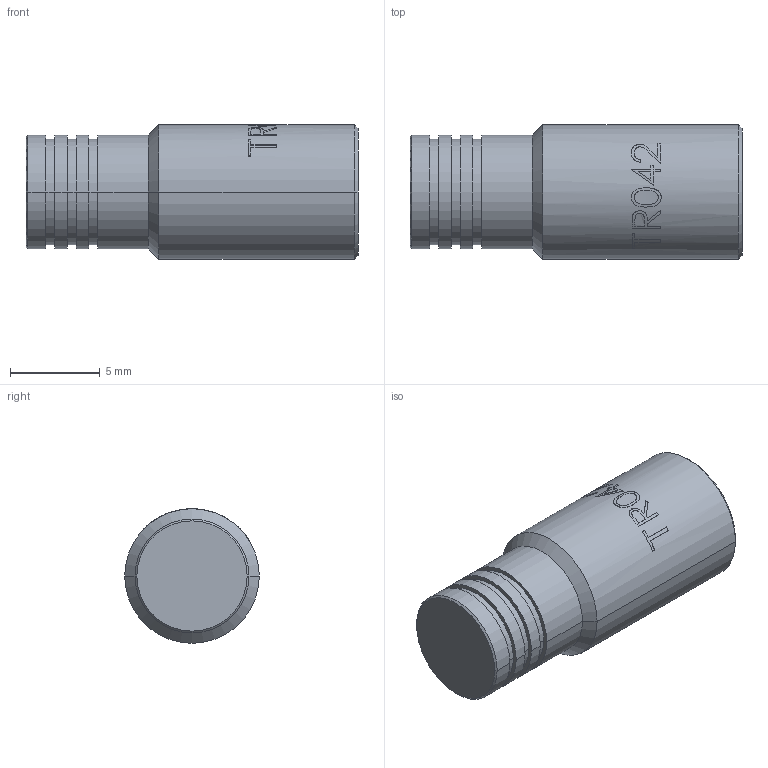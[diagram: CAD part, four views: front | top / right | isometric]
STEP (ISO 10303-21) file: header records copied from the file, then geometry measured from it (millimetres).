
FILE_DESCRIPTION (( 'STEP AP203' ), '1' );
FILE_NAME ('PE6TR042_3D.STEP', '2021-09-09T10:03:59', ( '' ), ( '' ), 'SwSTEP 2.0', 'SolidWorks 2021', '' );
FILE_SCHEMA (( 'CONFIG_CONTROL_DESIGN' ));
Length unit declared in the file: millimetre
Products named in the file (1): PE6TR042_3D
Bounding box: 18.5 x 7.5 x 7.5 mm (x, y, z)
Volume: 721.1 mm3; surface area: 511.5 mm2
Topology: 1 solids, 1 shells, 98 faces, 238 edges, 156 vertices
Faces by surface type: plane 46, cylinder 24, bspline 20, cone 8
Entity records: 4018 total; most frequent: CARTESIAN_POINT 1728, ORIENTED_EDGE 476, DIRECTION 418, EDGE_CURVE 238, VERTEX_POINT 156, AXIS2_PLACEMENT_3D 155, EDGE_LOOP 112, VECTOR 108
